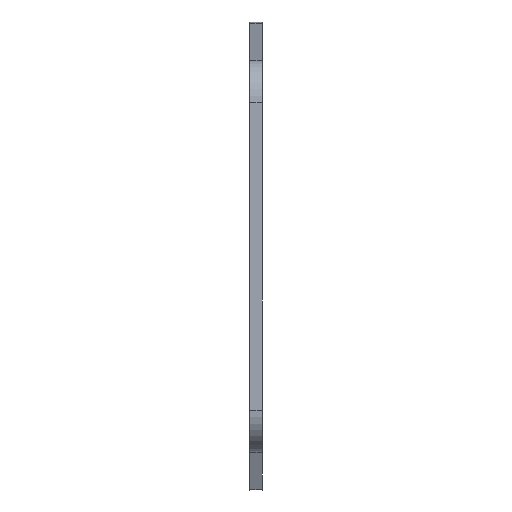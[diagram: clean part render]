
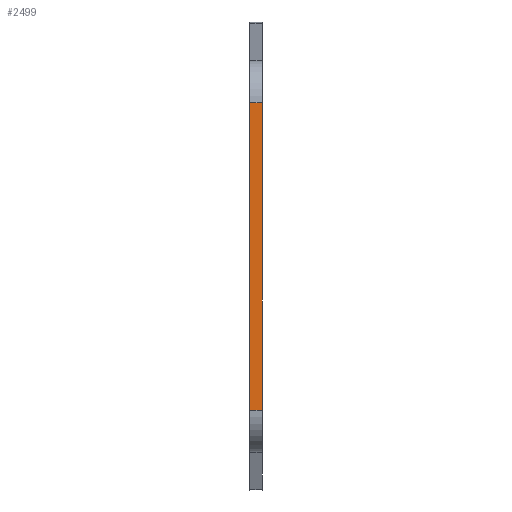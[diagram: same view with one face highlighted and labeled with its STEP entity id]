
A CAD part, left-side view. The second image highlights one B-rep face of the part: STEP entity #2499.
In plain terms, the highlighted planar face has unit normal (-1, 0, 0).
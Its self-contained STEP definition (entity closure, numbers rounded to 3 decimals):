
#84 = DIRECTION ( 'NONE',  ( 0., 1., 0. ) ) ;
#234 = DIRECTION ( 'NONE',  ( 0., 0., 1. ) ) ;
#246 = CARTESIAN_POINT ( 'NONE',  ( -87.5, -3., 31.109 ) ) ;
#298 = CARTESIAN_POINT ( 'NONE',  ( -87.5, 0., 31.109 ) ) ;
#312 = DIRECTION ( 'NONE',  ( 0., 0., 1. ) ) ;
#343 = EDGE_CURVE ( 'NONE', #2018, #1121, #1164, .T. ) ;
#344 = VERTEX_POINT ( 'NONE', #298 ) ;
#411 = EDGE_CURVE ( 'NONE', #1121, #2196, #768, .T. ) ;
#484 = VECTOR ( 'NONE', #234, 1000. ) ;
#623 = DIRECTION ( 'NONE',  ( -1., 0., 0. ) ) ;
#641 = EDGE_LOOP ( 'NONE', ( #1036, #2300, #1320, #1702 ) ) ;
#664 = CARTESIAN_POINT ( 'NONE',  ( -87.5, 0., 40. ) ) ;
#677 = CARTESIAN_POINT ( 'NONE',  ( -87.5, 0., -41.078 ) ) ;
#735 = EDGE_CURVE ( 'NONE', #2018, #344, #2065, .T. ) ;
#768 = LINE ( 'NONE', #2341, #1114 ) ;
#1036 = ORIENTED_EDGE ( 'NONE', *, *, #735, .F. ) ;
#1112 = CARTESIAN_POINT ( 'NONE',  ( -87.5, -3., -41.078 ) ) ;
#1114 = VECTOR ( 'NONE', #312, 1000. ) ;
#1121 = VERTEX_POINT ( 'NONE', #1112 ) ;
#1164 = LINE ( 'NONE', #1343, #1984 ) ;
#1185 = CARTESIAN_POINT ( 'NONE',  ( -87.5, -3., 40. ) ) ;
#1196 = DIRECTION ( 'NONE',  ( 0., 0., 1. ) ) ;
#1320 = ORIENTED_EDGE ( 'NONE', *, *, #411, .T. ) ;
#1343 = CARTESIAN_POINT ( 'NONE',  ( -87.5, -3., -41.078 ) ) ;
#1381 = DIRECTION ( 'NONE',  ( 0., -1., 0. ) ) ;
#1431 = EDGE_CURVE ( 'NONE', #2196, #344, #1695, .T. ) ;
#1447 = PLANE ( 'NONE',  #1516 ) ;
#1516 = AXIS2_PLACEMENT_3D ( 'NONE', #1185, #623, #1196 ) ;
#1617 = FACE_OUTER_BOUND ( 'NONE', #641, .T. ) ;
#1695 = LINE ( 'NONE', #246, #2500 ) ;
#1702 = ORIENTED_EDGE ( 'NONE', *, *, #1431, .T. ) ;
#1984 = VECTOR ( 'NONE', #1381, 1000. ) ;
#1997 = CARTESIAN_POINT ( 'NONE',  ( -87.5, -3., 31.109 ) ) ;
#2018 = VERTEX_POINT ( 'NONE', #677 ) ;
#2065 = LINE ( 'NONE', #664, #484 ) ;
#2196 = VERTEX_POINT ( 'NONE', #1997 ) ;
#2300 = ORIENTED_EDGE ( 'NONE', *, *, #343, .T. ) ;
#2341 = CARTESIAN_POINT ( 'NONE',  ( -87.5, -3., 40. ) ) ;
#2499 = ADVANCED_FACE ( 'NONE', ( #1617 ), #1447, .T. ) ;
#2500 = VECTOR ( 'NONE', #84, 1000. ) ;
